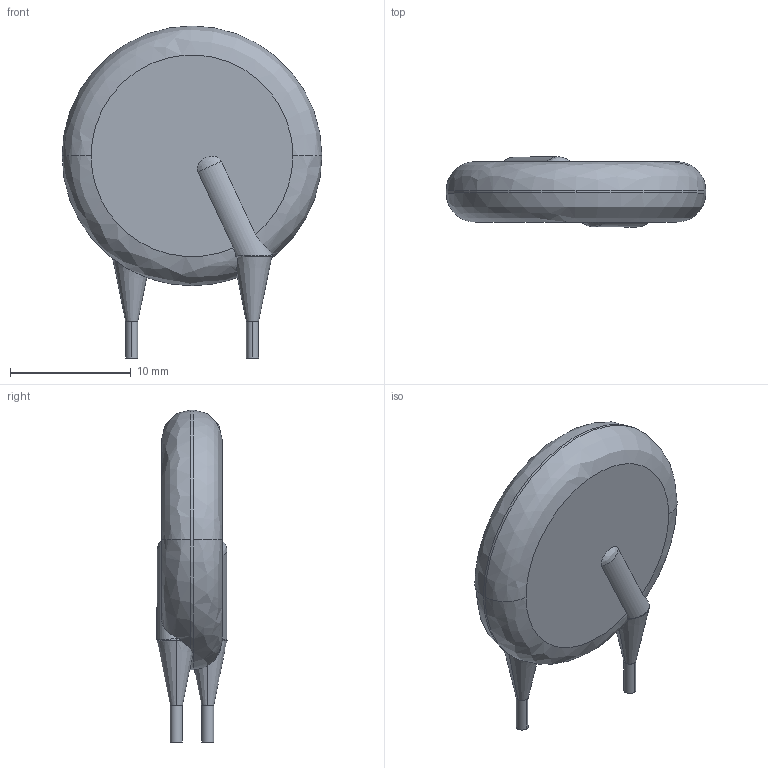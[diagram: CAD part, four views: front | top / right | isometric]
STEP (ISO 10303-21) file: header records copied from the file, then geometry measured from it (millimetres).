
FILE_DESCRIPTION (( 'STEP AP214' ), '1' );
FILE_NAME ('User Library-Varistor_20mm.STEP', '2018-08-27T10:24:13', ( '' ), ( '' ), 'SwSTEP 2.0', 'SolidWorks 2018', '' );
FILE_SCHEMA (( 'AUTOMOTIVE_DESIGN' ));
Length unit declared in the file: millimetre
Products named in the file (4): User Library-Varistor_20mm.STEP; User Library-Varistor_20mm_Fusion.STEP; User Library-Varistor_20mm_Fusion001.STEP; User Library-Varistor_20mm
Assembly tree (3 placements, depth 3):
  User Library-Varistor_20mm
    User Library-Varistor_20mm.STEP
      User Library-Varistor_20mm_Fusion.STEP
      User Library-Varistor_20mm_Fusion001.STEP
Bounding box: 21.5 x 5.8 x 27.49 mm (x, y, z)
Volume: 1704.9 mm3; surface area: 1003.6 mm2
Topology: 3 solids, 3 shells, 38 faces, 90 edges, 57 vertices
Faces by surface type: plane 13, bspline 12, cylinder 9, cone 4
Entity records: 2042 total; most frequent: CARTESIAN_POINT 1138, ORIENTED_EDGE 178, DIRECTION 145, EDGE_CURVE 89, AXIS2_PLACEMENT_3D 65, VERTEX_POINT 57, EDGE_LOOP 38, FACE_OUTER_BOUND 38
